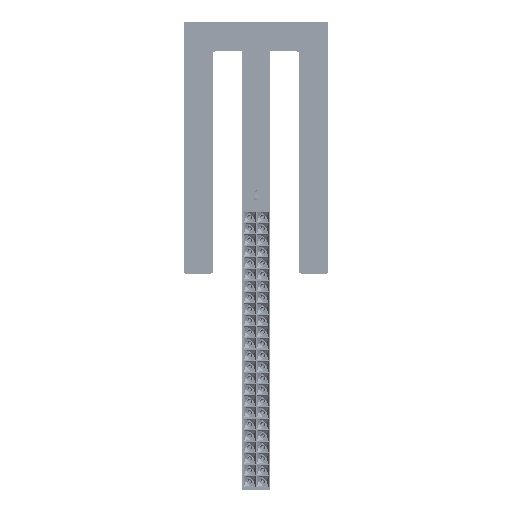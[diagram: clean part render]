
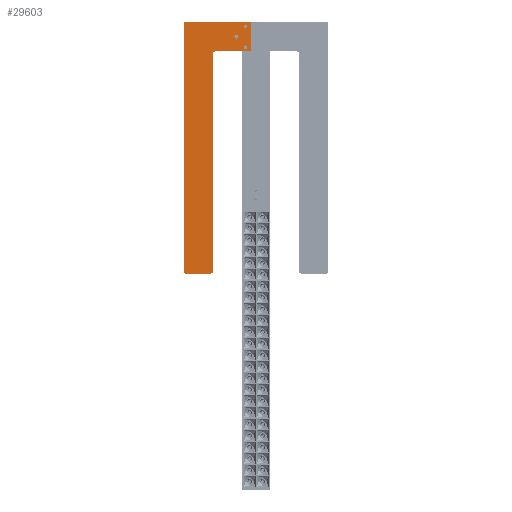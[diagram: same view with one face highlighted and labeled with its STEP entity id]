
A CAD part, front view. The second image highlights one B-rep face of the part: STEP entity #29603.
In plain terms, the highlighted planar face has unit normal (0, -1, 0).
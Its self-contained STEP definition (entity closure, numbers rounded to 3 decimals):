
#29174=DIRECTION('',(0.,0.,1.));
#29175=VECTOR('',#29174,68.);
#29176=CARTESIAN_POINT('',(88.,0.,0.));
#29177=LINE('',#29176,#29175);
#29178=DIRECTION('',(1.,0.,0.));
#29179=VECTOR('',#29178,83.);
#29180=CARTESIAN_POINT('',(88.,0.,68.));
#29181=LINE('',#29180,#29179);
#29182=CARTESIAN_POINT('',(171.,0.,73.));
#29183=DIRECTION('',(0.,-1.,0.));
#29184=DIRECTION('',(0.,0.,-1.));
#29185=AXIS2_PLACEMENT_3D('',#29182,#29183,#29184);
#29187=DIRECTION('',(0.,0.,1.));
#29188=VECTOR('',#29187,502.);
#29189=CARTESIAN_POINT('',(176.,0.,73.));
#29190=LINE('',#29189,#29188);
#29191=CARTESIAN_POINT('',(181.,0.,575.));
#29192=DIRECTION('',(0.,1.,0.));
#29193=DIRECTION('',(-1.,0.,0.));
#29194=AXIS2_PLACEMENT_3D('',#29191,#29192,#29193);
#29196=DIRECTION('',(1.,0.,0.));
#29197=VECTOR('',#29196,58.);
#29198=CARTESIAN_POINT('',(181.,0.,580.));
#29199=LINE('',#29198,#29197);
#29200=CARTESIAN_POINT('',(239.,0.,575.));
#29201=DIRECTION('',(0.,1.,0.));
#29202=DIRECTION('',(0.,0.,1.));
#29203=AXIS2_PLACEMENT_3D('',#29200,#29201,#29202);
#29205=DIRECTION('',(0.,0.,-1.));
#29206=VECTOR('',#29205,570.);
#29207=CARTESIAN_POINT('',(244.,0.,575.));
#29208=LINE('',#29207,#29206);
#29209=CARTESIAN_POINT('',(239.,0.,5.));
#29210=DIRECTION('',(0.,1.,0.));
#29211=DIRECTION('',(1.,0.,0.));
#29212=AXIS2_PLACEMENT_3D('',#29209,#29210,#29211);
#29214=DIRECTION('',(-1.,0.,0.));
#29215=VECTOR('',#29214,151.);
#29216=CARTESIAN_POINT('',(239.,0.,0.));
#29217=LINE('',#29216,#29215);
#29218=CARTESIAN_POINT('',(101.5,0.,10.));
#29219=DIRECTION('',(0.,-1.,0.));
#29220=DIRECTION('',(-1.,0.,0.));
#29221=AXIS2_PLACEMENT_3D('',#29218,#29219,#29220);
#29223=CARTESIAN_POINT('',(101.5,0.,10.));
#29224=DIRECTION('',(0.,-1.,0.));
#29225=DIRECTION('',(1.,0.,0.));
#29226=AXIS2_PLACEMENT_3D('',#29223,#29224,#29225);
#29228=CARTESIAN_POINT('',(122.5,0.,34.));
#29229=DIRECTION('',(0.,-1.,0.));
#29230=DIRECTION('',(-1.,0.,0.));
#29231=AXIS2_PLACEMENT_3D('',#29228,#29229,#29230);
#29233=CARTESIAN_POINT('',(122.5,0.,34.));
#29234=DIRECTION('',(0.,-1.,0.));
#29235=DIRECTION('',(1.,0.,0.));
#29236=AXIS2_PLACEMENT_3D('',#29233,#29234,#29235);
#29238=CARTESIAN_POINT('',(101.5,0.,58.));
#29239=DIRECTION('',(0.,-1.,0.));
#29240=DIRECTION('',(-1.,0.,0.));
#29241=AXIS2_PLACEMENT_3D('',#29238,#29239,#29240);
#29243=CARTESIAN_POINT('',(101.5,0.,58.));
#29244=DIRECTION('',(0.,-1.,0.));
#29245=DIRECTION('',(1.,0.,0.));
#29246=AXIS2_PLACEMENT_3D('',#29243,#29244,#29245);
#29470=CARTESIAN_POINT('',(88.,0.,0.));
#29471=CARTESIAN_POINT('',(88.,0.,68.));
#29472=VERTEX_POINT('',#29470);
#29473=VERTEX_POINT('',#29471);
#29474=CARTESIAN_POINT('',(171.,0.,68.));
#29475=VERTEX_POINT('',#29474);
#29476=CARTESIAN_POINT('',(176.,0.,73.));
#29477=VERTEX_POINT('',#29476);
#29478=CARTESIAN_POINT('',(176.,0.,575.));
#29479=VERTEX_POINT('',#29478);
#29480=CARTESIAN_POINT('',(181.,0.,580.));
#29481=VERTEX_POINT('',#29480);
#29482=CARTESIAN_POINT('',(239.,0.,580.));
#29483=VERTEX_POINT('',#29482);
#29484=CARTESIAN_POINT('',(244.,0.,575.));
#29485=VERTEX_POINT('',#29484);
#29486=CARTESIAN_POINT('',(244.,0.,5.));
#29487=VERTEX_POINT('',#29486);
#29488=CARTESIAN_POINT('',(239.,0.,0.));
#29489=VERTEX_POINT('',#29488);
#29490=CARTESIAN_POINT('',(97.25,0.,10.));
#29491=CARTESIAN_POINT('',(105.75,0.,10.));
#29492=VERTEX_POINT('',#29490);
#29493=VERTEX_POINT('',#29491);
#29494=CARTESIAN_POINT('',(118.25,0.,34.));
#29495=CARTESIAN_POINT('',(126.75,0.,34.));
#29496=VERTEX_POINT('',#29494);
#29497=VERTEX_POINT('',#29495);
#29498=CARTESIAN_POINT('',(97.25,0.,58.));
#29499=CARTESIAN_POINT('',(105.75,0.,58.));
#29500=VERTEX_POINT('',#29498);
#29501=VERTEX_POINT('',#29499);
#29558=CARTESIAN_POINT('',(0.,0.,0.));
#29559=DIRECTION('',(0.,1.,0.));
#29560=DIRECTION('',(1.,0.,0.));
#29561=AXIS2_PLACEMENT_3D('',#29558,#29559,#29560);
#29562=PLANE('',#29561);
#29564=ORIENTED_EDGE('',*,*,#29563,.T.);
#29566=ORIENTED_EDGE('',*,*,#29565,.T.);
#29568=ORIENTED_EDGE('',*,*,#29567,.T.);
#29570=ORIENTED_EDGE('',*,*,#29569,.T.);
#29572=ORIENTED_EDGE('',*,*,#29571,.T.);
#29574=ORIENTED_EDGE('',*,*,#29573,.T.);
#29576=ORIENTED_EDGE('',*,*,#29575,.T.);
#29578=ORIENTED_EDGE('',*,*,#29577,.T.);
#29580=ORIENTED_EDGE('',*,*,#29579,.T.);
#29582=ORIENTED_EDGE('',*,*,#29581,.T.);
#29583=EDGE_LOOP('',(#29564,#29566,#29568,#29570,#29572,#29574,#29576,#29578,
#29580,#29582));
#29584=FACE_OUTER_BOUND('',#29583,.F.);
#29586=ORIENTED_EDGE('',*,*,#29585,.T.);
#29588=ORIENTED_EDGE('',*,*,#29587,.T.);
#29589=EDGE_LOOP('',(#29586,#29588));
#29590=FACE_BOUND('',#29589,.F.);
#29592=ORIENTED_EDGE('',*,*,#29591,.T.);
#29594=ORIENTED_EDGE('',*,*,#29593,.T.);
#29595=EDGE_LOOP('',(#29592,#29594));
#29596=FACE_BOUND('',#29595,.F.);
#29598=ORIENTED_EDGE('',*,*,#29597,.T.);
#29600=ORIENTED_EDGE('',*,*,#29599,.T.);
#29601=EDGE_LOOP('',(#29598,#29600));
#29602=FACE_BOUND('',#29601,.F.);
#29603=ADVANCED_FACE('',(#29584,#29590,#29596,#29602),#29562,.F.);
#29186=CIRCLE('',#29185,5.);
#29195=CIRCLE('',#29194,5.);
#29204=CIRCLE('',#29203,5.);
#29213=CIRCLE('',#29212,5.);
#29222=CIRCLE('',#29221,4.25);
#29227=CIRCLE('',#29226,4.25);
#29232=CIRCLE('',#29231,4.25);
#29237=CIRCLE('',#29236,4.25);
#29242=CIRCLE('',#29241,4.25);
#29247=CIRCLE('',#29246,4.25);
#29563=EDGE_CURVE('',#29472,#29473,#29177,.T.);
#29565=EDGE_CURVE('',#29473,#29475,#29181,.T.);
#29567=EDGE_CURVE('',#29475,#29477,#29186,.T.);
#29569=EDGE_CURVE('',#29477,#29479,#29190,.T.);
#29571=EDGE_CURVE('',#29479,#29481,#29195,.T.);
#29573=EDGE_CURVE('',#29481,#29483,#29199,.T.);
#29575=EDGE_CURVE('',#29483,#29485,#29204,.T.);
#29577=EDGE_CURVE('',#29485,#29487,#29208,.T.);
#29579=EDGE_CURVE('',#29487,#29489,#29213,.T.);
#29581=EDGE_CURVE('',#29489,#29472,#29217,.T.);
#29585=EDGE_CURVE('',#29492,#29493,#29222,.T.);
#29587=EDGE_CURVE('',#29493,#29492,#29227,.T.);
#29591=EDGE_CURVE('',#29496,#29497,#29232,.T.);
#29593=EDGE_CURVE('',#29497,#29496,#29237,.T.);
#29597=EDGE_CURVE('',#29500,#29501,#29242,.T.);
#29599=EDGE_CURVE('',#29501,#29500,#29247,.T.);
